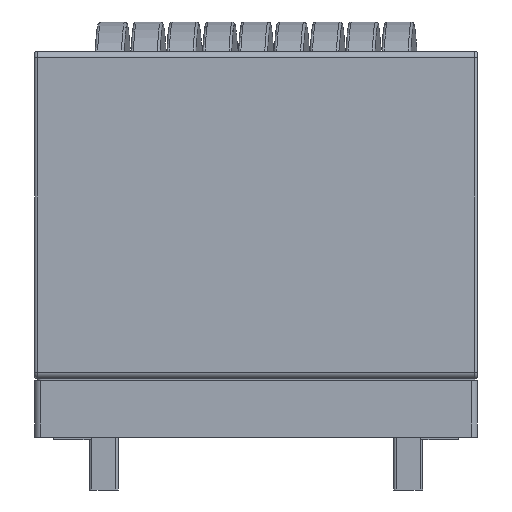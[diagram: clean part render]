
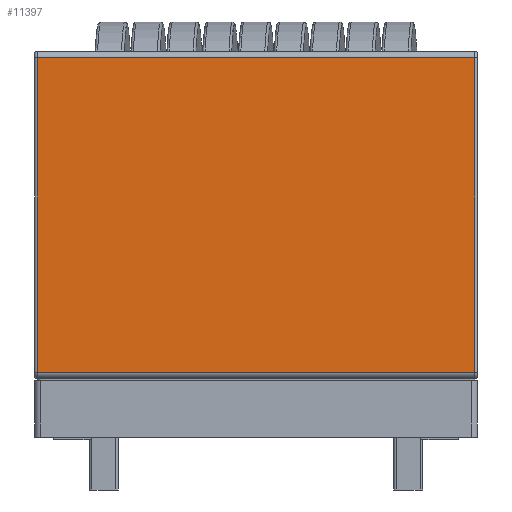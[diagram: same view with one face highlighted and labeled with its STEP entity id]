
A CAD part, left-side view. The second image highlights one B-rep face of the part: STEP entity #11397.
In plain terms, the highlighted planar face has unit normal (-1, 0, 0).
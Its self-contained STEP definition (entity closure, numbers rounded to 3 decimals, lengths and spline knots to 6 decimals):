
#1161=LINE('',#40492,#1883);
#1166=LINE('',#40501,#1888);
#1174=LINE('',#40521,#1896);
#1182=LINE('',#40552,#1904);
#1883=VECTOR('',#12982,1.);
#1888=VECTOR('',#12991,1.);
#1896=VECTOR('',#13007,1.);
#1904=VECTOR('',#13047,1.);
#3336=ORIENTED_EDGE('',*,*,#5268,.F.);
#3337=ORIENTED_EDGE('',*,*,#5253,.T.);
#3338=ORIENTED_EDGE('',*,*,#5258,.T.);
#3339=ORIENTED_EDGE('',*,*,#5284,.T.);
#5253=EDGE_CURVE('',#6258,#6259,#1161,.T.);
#5258=EDGE_CURVE('',#6259,#6263,#1166,.T.);
#5268=EDGE_CURVE('',#6258,#6271,#1174,.T.);
#5284=EDGE_CURVE('',#6263,#6271,#1182,.T.);
#6258=VERTEX_POINT('',#40481);
#6259=VERTEX_POINT('',#40486);
#6263=VERTEX_POINT('',#40502);
#6271=VERTEX_POINT('',#40522);
#7020=EDGE_LOOP('',(#3336,#3337,#3338,#3339));
#7530=FACE_BOUND('',#7020,.T.);
#7918=PLANE('',#11959);
#11397=ADVANCED_FACE('',(#7530),#7918,.T.);
#11959=AXIS2_PLACEMENT_3D('',#40551,#13045,#13046);
#12982=DIRECTION('',(0.,0.,-1.));
#12991=DIRECTION('',(0.,-1.,0.));
#13007=DIRECTION('',(0.,-1.,0.));
#13045=DIRECTION('',(-1.,0.,0.));
#13046=DIRECTION('',(0.,0.,1.));
#13047=DIRECTION('',(0.,0.,1.));
#40481=CARTESIAN_POINT('',(-0.018,0.0174,0.0279));
#40486=CARTESIAN_POINT('',(-0.018,0.0174,0.0029));
#40492=CARTESIAN_POINT('',(-0.018,0.0174,0.0029));
#40501=CARTESIAN_POINT('',(-0.018,0.0176,0.0029));
#40502=CARTESIAN_POINT('',(-0.018,-0.0174,0.0029));
#40521=CARTESIAN_POINT('',(-0.018,0.0176,0.0279));
#40522=CARTESIAN_POINT('',(-0.018,-0.0174,0.0279));
#40551=CARTESIAN_POINT('',(-0.018,0.0176,0.0284));
#40552=CARTESIAN_POINT('',(-0.018,-0.0174,0.0279));
